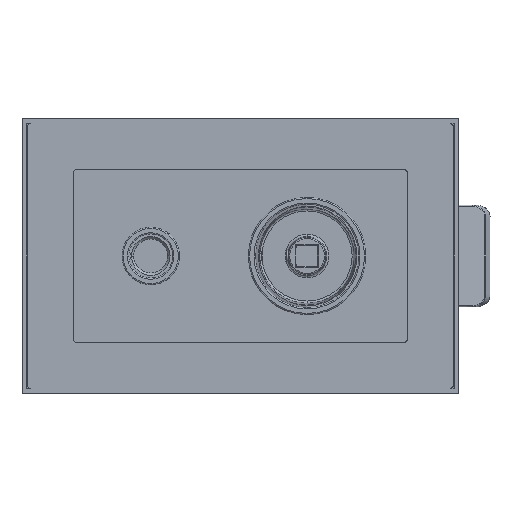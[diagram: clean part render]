
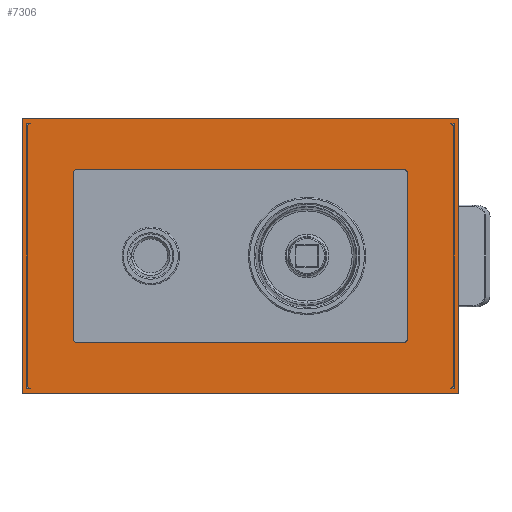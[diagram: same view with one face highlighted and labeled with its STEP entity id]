
A CAD part, left-side view. The second image highlights one B-rep face of the part: STEP entity #7306.
In plain terms, the highlighted planar face has unit normal (-1, 0, 0).
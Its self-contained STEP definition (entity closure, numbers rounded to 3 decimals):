
#5675=CARTESIAN_POINT('',(-10.,-65.5,-59.5));
#5676=DIRECTION('',(-1.,0.,0.));
#5677=DIRECTION('',(0.,0.,-1.));
#5678=AXIS2_PLACEMENT_3D('',#5675,#5676,#5677);
#5680=DIRECTION('',(0.,1.,0.));
#5681=VECTOR('',#5680,189.);
#5682=CARTESIAN_POINT('',(-10.,-65.5,-60.));
#5683=LINE('',#5682,#5681);
#5684=CARTESIAN_POINT('',(-10.,123.5,-59.5));
#5685=DIRECTION('',(-1.,0.,0.));
#5686=DIRECTION('',(0.,1.,0.));
#5687=AXIS2_PLACEMENT_3D('',#5684,#5685,#5686);
#5689=DIRECTION('',(0.,0.,1.));
#5690=VECTOR('',#5689,119.);
#5691=CARTESIAN_POINT('',(-10.,124.,-59.5));
#5692=LINE('',#5691,#5690);
#5693=CARTESIAN_POINT('',(-10.,123.5,59.5));
#5694=DIRECTION('',(-1.,0.,0.));
#5695=DIRECTION('',(0.,0.,1.));
#5696=AXIS2_PLACEMENT_3D('',#5693,#5694,#5695);
#5698=DIRECTION('',(0.,-1.,0.));
#5699=VECTOR('',#5698,189.);
#5700=CARTESIAN_POINT('',(-10.,123.5,60.));
#5701=LINE('',#5700,#5699);
#5702=CARTESIAN_POINT('',(-10.,-65.5,59.5));
#5703=DIRECTION('',(-1.,0.,0.));
#5704=DIRECTION('',(0.,-1.,0.));
#5705=AXIS2_PLACEMENT_3D('',#5702,#5703,#5704);
#5707=DIRECTION('',(0.,0.,-1.));
#5708=VECTOR('',#5707,119.);
#5709=CARTESIAN_POINT('',(-10.,-66.,59.5));
#5710=LINE('',#5709,#5708);
#5711=DIRECTION('',(0.,-1.,0.));
#5712=VECTOR('',#5711,1.5);
#5713=CARTESIAN_POINT('',(-10.,-62.5,57.5));
#5714=LINE('',#5713,#5712);
#5715=CARTESIAN_POINT('',(-10.,-62.5,56.5));
#5716=DIRECTION('',(-1.,0.,0.));
#5717=DIRECTION('',(0.,-1.,0.));
#5718=AXIS2_PLACEMENT_3D('',#5715,#5716,#5717);
#5720=DIRECTION('',(0.,0.,1.));
#5721=VECTOR('',#5720,113.);
#5722=CARTESIAN_POINT('',(-10.,-63.5,-56.5));
#5723=LINE('',#5722,#5721);
#5724=CARTESIAN_POINT('',(-10.,-62.5,-56.5));
#5725=DIRECTION('',(-1.,0.,0.));
#5726=DIRECTION('',(0.,0.,-1.));
#5727=AXIS2_PLACEMENT_3D('',#5724,#5725,#5726);
#5729=DIRECTION('',(0.,1.,0.));
#5730=VECTOR('',#5729,1.5);
#5731=CARTESIAN_POINT('',(-10.,-64.,-57.5));
#5732=LINE('',#5731,#5730);
#5733=DIRECTION('',(0.,0.,-1.));
#5734=VECTOR('',#5733,115.);
#5735=CARTESIAN_POINT('',(-10.,-64.,57.5));
#5736=LINE('',#5735,#5734);
#5737=DIRECTION('',(0.,1.,0.));
#5738=VECTOR('',#5737,143.);
#5739=CARTESIAN_POINT('',(-10.,-42.5,-37.5));
#5740=LINE('',#5739,#5738);
#5741=DIRECTION('',(0.,0.,-1.));
#5742=VECTOR('',#5741,73.);
#5743=CARTESIAN_POINT('',(-10.,-43.5,36.5));
#5744=LINE('',#5743,#5742);
#5745=DIRECTION('',(0.,-1.,0.));
#5746=VECTOR('',#5745,143.);
#5747=CARTESIAN_POINT('',(-10.,100.5,37.5));
#5748=LINE('',#5747,#5746);
#5749=DIRECTION('',(0.,0.,1.));
#5750=VECTOR('',#5749,73.);
#5751=CARTESIAN_POINT('',(-10.,101.5,-36.5));
#5752=LINE('',#5751,#5750);
#5753=DIRECTION('',(0.,1.,0.));
#5754=VECTOR('',#5753,1.5);
#5755=CARTESIAN_POINT('',(-10.,120.5,-57.5));
#5756=LINE('',#5755,#5754);
#5757=CARTESIAN_POINT('',(-10.,120.5,-56.5));
#5758=DIRECTION('',(-1.,0.,0.));
#5759=DIRECTION('',(0.,1.,0.));
#5760=AXIS2_PLACEMENT_3D('',#5757,#5758,#5759);
#5762=DIRECTION('',(0.,0.,-1.));
#5763=VECTOR('',#5762,113.);
#5764=CARTESIAN_POINT('',(-10.,121.5,56.5));
#5765=LINE('',#5764,#5763);
#5766=CARTESIAN_POINT('',(-10.,120.5,56.5));
#5767=DIRECTION('',(-1.,0.,0.));
#5768=DIRECTION('',(0.,0.,1.));
#5769=AXIS2_PLACEMENT_3D('',#5766,#5767,#5768);
#5771=DIRECTION('',(0.,-1.,0.));
#5772=VECTOR('',#5771,1.5);
#5773=CARTESIAN_POINT('',(-10.,122.,57.5));
#5774=LINE('',#5773,#5772);
#5775=DIRECTION('',(0.,0.,1.));
#5776=VECTOR('',#5775,115.);
#5777=CARTESIAN_POINT('',(-10.,122.,-57.5));
#5778=LINE('',#5777,#5776);
#6262=CARTESIAN_POINT('',(-10.,-42.5,-36.5));
#6263=DIRECTION('',(1.,0.,0.));
#6264=DIRECTION('',(0.,-1.,0.));
#6265=AXIS2_PLACEMENT_3D('',#6262,#6263,#6264);
#6280=CARTESIAN_POINT('',(-10.,-42.5,36.5));
#6281=DIRECTION('',(1.,0.,0.));
#6282=DIRECTION('',(0.,0.,1.));
#6283=AXIS2_PLACEMENT_3D('',#6280,#6281,#6282);
#6298=CARTESIAN_POINT('',(-10.,100.5,36.5));
#6299=DIRECTION('',(1.,0.,0.));
#6300=DIRECTION('',(0.,1.,0.));
#6301=AXIS2_PLACEMENT_3D('',#6298,#6299,#6300);
#6316=CARTESIAN_POINT('',(-10.,100.5,-36.5));
#6317=DIRECTION('',(1.,0.,0.));
#6318=DIRECTION('',(0.,0.,-1.));
#6319=AXIS2_PLACEMENT_3D('',#6316,#6317,#6318);
#6334=CARTESIAN_POINT('',(-10.,122.,-57.5));
#6335=CARTESIAN_POINT('',(-10.,122.,57.5));
#6336=VERTEX_POINT('',#6334);
#6337=VERTEX_POINT('',#6335);
#6338=CARTESIAN_POINT('',(-10.,-64.,57.5));
#6339=CARTESIAN_POINT('',(-10.,-64.,-57.5));
#6340=VERTEX_POINT('',#6338);
#6341=VERTEX_POINT('',#6339);
#6366=CARTESIAN_POINT('',(-10.,-65.5,-60.));
#6367=CARTESIAN_POINT('',(-10.,-66.,-59.5));
#6368=VERTEX_POINT('',#6366);
#6369=VERTEX_POINT('',#6367);
#6370=CARTESIAN_POINT('',(-10.,124.,-59.5));
#6371=CARTESIAN_POINT('',(-10.,123.5,-60.));
#6372=VERTEX_POINT('',#6370);
#6373=VERTEX_POINT('',#6371);
#6374=CARTESIAN_POINT('',(-10.,123.5,60.));
#6375=CARTESIAN_POINT('',(-10.,124.,59.5));
#6376=VERTEX_POINT('',#6374);
#6377=VERTEX_POINT('',#6375);
#6378=CARTESIAN_POINT('',(-10.,-66.,59.5));
#6379=CARTESIAN_POINT('',(-10.,-65.5,60.));
#6380=VERTEX_POINT('',#6378);
#6381=VERTEX_POINT('',#6379);
#6523=CARTESIAN_POINT('',(-10.,-43.5,36.5));
#6525=VERTEX_POINT('',#6523);
#6527=CARTESIAN_POINT('',(-10.,-42.5,37.5));
#6529=VERTEX_POINT('',#6527);
#6531=CARTESIAN_POINT('',(-10.,-42.5,-37.5));
#6533=VERTEX_POINT('',#6531);
#6535=CARTESIAN_POINT('',(-10.,-43.5,-36.5));
#6537=VERTEX_POINT('',#6535);
#6539=CARTESIAN_POINT('',(-10.,101.5,-36.5));
#6541=VERTEX_POINT('',#6539);
#6543=CARTESIAN_POINT('',(-10.,100.5,-37.5));
#6545=VERTEX_POINT('',#6543);
#6547=CARTESIAN_POINT('',(-10.,100.5,37.5));
#6549=VERTEX_POINT('',#6547);
#6551=CARTESIAN_POINT('',(-10.,101.5,36.5));
#6553=VERTEX_POINT('',#6551);
#6554=CARTESIAN_POINT('',(-10.,-63.5,-56.5));
#6556=VERTEX_POINT('',#6554);
#6558=CARTESIAN_POINT('',(-10.,-63.5,56.5));
#6560=VERTEX_POINT('',#6558);
#6562=CARTESIAN_POINT('',(-10.,121.5,56.5));
#6564=VERTEX_POINT('',#6562);
#6566=CARTESIAN_POINT('',(-10.,121.5,-56.5));
#6568=VERTEX_POINT('',#6566);
#6574=CARTESIAN_POINT('',(-10.,-62.5,-57.5));
#6575=VERTEX_POINT('',#6574);
#6576=CARTESIAN_POINT('',(-10.,120.5,-57.5));
#6577=VERTEX_POINT('',#6576);
#6582=CARTESIAN_POINT('',(-10.,-62.5,57.5));
#6583=VERTEX_POINT('',#6582);
#6584=CARTESIAN_POINT('',(-10.,120.5,57.5));
#6585=VERTEX_POINT('',#6584);
#7240=CARTESIAN_POINT('',(-10.,29.,0.));
#7241=DIRECTION('',(1.,0.,0.));
#7242=DIRECTION('',(0.,0.,-1.));
#7243=AXIS2_PLACEMENT_3D('',#7240,#7241,#7242);
#7244=PLANE('',#7243);
#7246=ORIENTED_EDGE('',*,*,#7245,.F.);
#7248=ORIENTED_EDGE('',*,*,#7247,.T.);
#7250=ORIENTED_EDGE('',*,*,#7249,.F.);
#7252=ORIENTED_EDGE('',*,*,#7251,.T.);
#7254=ORIENTED_EDGE('',*,*,#7253,.F.);
#7256=ORIENTED_EDGE('',*,*,#7255,.T.);
#7258=ORIENTED_EDGE('',*,*,#7257,.F.);
#7260=ORIENTED_EDGE('',*,*,#7259,.T.);
#7261=EDGE_LOOP('',(#7246,#7248,#7250,#7252,#7254,#7256,#7258,#7260));
#7262=FACE_OUTER_BOUND('',#7261,.F.);
#7264=ORIENTED_EDGE('',*,*,#7263,.F.);
#7266=ORIENTED_EDGE('',*,*,#7265,.F.);
#7268=ORIENTED_EDGE('',*,*,#7267,.F.);
#7269=ORIENTED_EDGE('',*,*,#7225,.F.);
#7270=ORIENTED_EDGE('',*,*,#7157,.F.);
#7272=ORIENTED_EDGE('',*,*,#7271,.F.);
#7273=EDGE_LOOP('',(#7264,#7266,#7268,#7269,#7270,#7272));
#7274=FACE_BOUND('',#7273,.F.);
#7276=ORIENTED_EDGE('',*,*,#7275,.F.);
#7278=ORIENTED_EDGE('',*,*,#7277,.F.);
#7280=ORIENTED_EDGE('',*,*,#7279,.F.);
#7282=ORIENTED_EDGE('',*,*,#7281,.F.);
#7284=ORIENTED_EDGE('',*,*,#7283,.F.);
#7286=ORIENTED_EDGE('',*,*,#7285,.F.);
#7288=ORIENTED_EDGE('',*,*,#7287,.F.);
#7290=ORIENTED_EDGE('',*,*,#7289,.F.);
#7291=EDGE_LOOP('',(#7276,#7278,#7280,#7282,#7284,#7286,#7288,#7290));
#7292=FACE_BOUND('',#7291,.F.);
#7293=ORIENTED_EDGE('',*,*,#7150,.F.);
#7295=ORIENTED_EDGE('',*,*,#7294,.F.);
#7297=ORIENTED_EDGE('',*,*,#7296,.F.);
#7299=ORIENTED_EDGE('',*,*,#7298,.F.);
#7301=ORIENTED_EDGE('',*,*,#7300,.F.);
#7303=ORIENTED_EDGE('',*,*,#7302,.F.);
#7304=EDGE_LOOP('',(#7293,#7295,#7297,#7299,#7301,#7303));
#7305=FACE_BOUND('',#7304,.F.);
#7306=ADVANCED_FACE('',(#7262,#7274,#7292,#7305),#7244,.F.);
#5679=CIRCLE('',#5678,0.5);
#5688=CIRCLE('',#5687,0.5);
#5697=CIRCLE('',#5696,0.5);
#5706=CIRCLE('',#5705,0.5);
#5719=CIRCLE('',#5718,1.);
#5728=CIRCLE('',#5727,1.);
#5761=CIRCLE('',#5760,1.);
#5770=CIRCLE('',#5769,1.);
#6266=CIRCLE('',#6265,1.);
#6284=CIRCLE('',#6283,1.);
#6302=CIRCLE('',#6301,1.);
#6320=CIRCLE('',#6319,1.);
#7150=EDGE_CURVE('',#6577,#6336,#5756,.T.);
#7157=EDGE_CURVE('',#6341,#6575,#5732,.T.);
#7225=EDGE_CURVE('',#6575,#6556,#5728,.T.);
#7245=EDGE_CURVE('',#6368,#6369,#5679,.T.);
#7247=EDGE_CURVE('',#6368,#6373,#5683,.T.);
#7249=EDGE_CURVE('',#6372,#6373,#5688,.T.);
#7251=EDGE_CURVE('',#6372,#6377,#5692,.T.);
#7253=EDGE_CURVE('',#6376,#6377,#5697,.T.);
#7255=EDGE_CURVE('',#6376,#6381,#5701,.T.);
#7257=EDGE_CURVE('',#6380,#6381,#5706,.T.);
#7259=EDGE_CURVE('',#6380,#6369,#5710,.T.);
#7263=EDGE_CURVE('',#6583,#6340,#5714,.T.);
#7265=EDGE_CURVE('',#6560,#6583,#5719,.T.);
#7267=EDGE_CURVE('',#6556,#6560,#5723,.T.);
#7271=EDGE_CURVE('',#6340,#6341,#5736,.T.);
#7275=EDGE_CURVE('',#6533,#6545,#5740,.T.);
#7277=EDGE_CURVE('',#6537,#6533,#6266,.T.);
#7279=EDGE_CURVE('',#6525,#6537,#5744,.T.);
#7281=EDGE_CURVE('',#6529,#6525,#6284,.T.);
#7283=EDGE_CURVE('',#6549,#6529,#5748,.T.);
#7285=EDGE_CURVE('',#6553,#6549,#6302,.T.);
#7287=EDGE_CURVE('',#6541,#6553,#5752,.T.);
#7289=EDGE_CURVE('',#6545,#6541,#6320,.T.);
#7294=EDGE_CURVE('',#6568,#6577,#5761,.T.);
#7296=EDGE_CURVE('',#6564,#6568,#5765,.T.);
#7298=EDGE_CURVE('',#6585,#6564,#5770,.T.);
#7300=EDGE_CURVE('',#6337,#6585,#5774,.T.);
#7302=EDGE_CURVE('',#6336,#6337,#5778,.T.);
